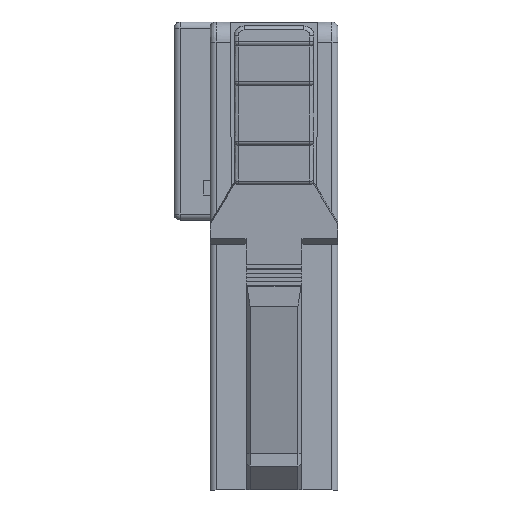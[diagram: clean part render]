
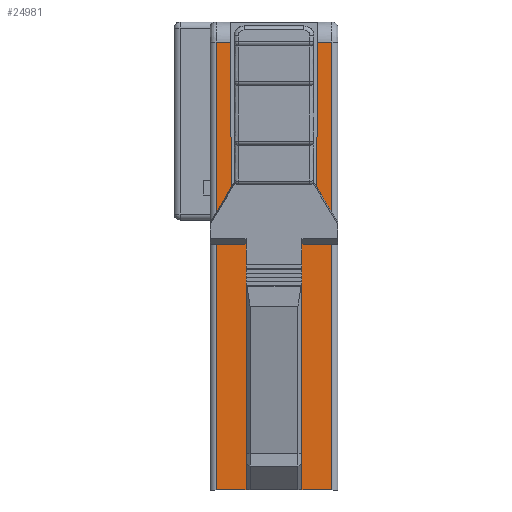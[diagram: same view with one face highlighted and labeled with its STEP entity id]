
A CAD part, left-side view. The second image highlights one B-rep face of the part: STEP entity #24981.
In plain terms, the highlighted planar face has unit normal (-1, 0, 0).
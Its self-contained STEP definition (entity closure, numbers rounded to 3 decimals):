
#10422=CARTESIAN_POINT('',(-4.75,-2.9,21.6));
#10423=VERTEX_POINT('',#10422);
#10431=CARTESIAN_POINT('',(-4.75,-1.4,21.6));
#10432=VERTEX_POINT('',#10431);
#10433=CARTESIAN_POINT('',(-4.75,-2.9,21.6));
#10434=DIRECTION('',(0.,1.,0.));
#10435=VECTOR('',#10434,1.5);
#10436=LINE('',#10433,#10435);
#10437=EDGE_CURVE('',#10423,#10432,#10436,.T.);
#10471=CARTESIAN_POINT('',(-4.75,1.4,21.6));
#10472=VERTEX_POINT('',#10471);
#10479=CARTESIAN_POINT('',(-4.75,2.9,21.6));
#10480=VERTEX_POINT('',#10479);
#10481=CARTESIAN_POINT('',(-4.75,1.4,21.6));
#10482=DIRECTION('',(0.,1.,0.));
#10483=VECTOR('',#10482,1.5);
#10484=LINE('',#10481,#10483);
#10485=EDGE_CURVE('',#10472,#10480,#10484,.T.);
#10502=CARTESIAN_POINT('',(-4.75,2.9,44.));
#10503=VERTEX_POINT('',#10502);
#10504=CARTESIAN_POINT('',(-4.75,2.9,21.6));
#10505=DIRECTION('',(0.,0.,1.));
#10506=VECTOR('',#10505,22.4);
#10507=LINE('',#10504,#10506);
#10508=EDGE_CURVE('',#10480,#10503,#10507,.T.);
#10558=CARTESIAN_POINT('',(-4.75,2.191,44.));
#10559=VERTEX_POINT('',#10558);
#10560=CARTESIAN_POINT('',(-4.75,2.9,44.));
#10561=DIRECTION('',(0.,-1.,0.));
#10562=VECTOR('',#10561,0.709);
#10563=LINE('',#10560,#10562);
#10564=EDGE_CURVE('',#10503,#10559,#10563,.T.);
#10584=CARTESIAN_POINT('',(-4.75,2.113,35.));
#10585=VERTEX_POINT('',#10584);
#10586=CARTESIAN_POINT('',(-4.75,2.191,44.));
#10587=DIRECTION('',(0.,-0.009,-1.));
#10588=VECTOR('',#10587,9.);
#10589=LINE('',#10586,#10588);
#10590=EDGE_CURVE('',#10559,#10585,#10589,.T.);
#10640=CARTESIAN_POINT('',(-4.75,-2.113,35.));
#10641=VERTEX_POINT('',#10640);
#10648=CARTESIAN_POINT('',(-4.75,-2.191,44.));
#10649=VERTEX_POINT('',#10648);
#10650=CARTESIAN_POINT('',(-4.75,-2.113,35.));
#10651=DIRECTION('',(0.,-0.009,1.));
#10652=VECTOR('',#10651,9.);
#10653=LINE('',#10650,#10652);
#10654=EDGE_CURVE('',#10641,#10649,#10653,.T.);
#10674=CARTESIAN_POINT('',(-4.75,-2.9,44.));
#10675=VERTEX_POINT('',#10674);
#10676=CARTESIAN_POINT('',(-4.75,-2.191,44.));
#10677=DIRECTION('',(0.,-1.,0.));
#10678=VECTOR('',#10677,0.709);
#10679=LINE('',#10676,#10678);
#10680=EDGE_CURVE('',#10649,#10675,#10679,.T.);
#10736=CARTESIAN_POINT('',(-4.75,-2.9,44.));
#10737=DIRECTION('',(0.,0.,-1.));
#10738=VECTOR('',#10737,22.4);
#10739=LINE('',#10736,#10738);
#10740=EDGE_CURVE('',#10675,#10423,#10739,.T.);
#10752=CARTESIAN_POINT('',(-4.75,-2.113,35.));
#10753=DIRECTION('',(0.,1.,0.));
#10754=VECTOR('',#10753,4.225);
#10755=LINE('',#10752,#10754);
#10756=EDGE_CURVE('',#10641,#10585,#10755,.T.);
#24943=CARTESIAN_POINT('',(-4.75,-3.2,33.5));
#24944=DIRECTION('',(0.,1.,0.));
#24945=DIRECTION('',(-1.,0.,0.));
#24946=AXIS2_PLACEMENT_3D('',#24943,#24945,#24944);
#24947=PLANE('',#24946);
#24948=ORIENTED_EDGE('',*,*,#10508,.F.);
#24949=ORIENTED_EDGE('',*,*,#10485,.F.);
#24950=CARTESIAN_POINT('',(-4.75,1.4,23.5));
#24951=VERTEX_POINT('',#24950);
#24952=CARTESIAN_POINT('',(-4.75,1.4,21.6));
#24953=DIRECTION('',(0.,0.,1.));
#24954=VECTOR('',#24953,1.9);
#24955=LINE('',#24952,#24954);
#24956=EDGE_CURVE('',#10472,#24951,#24955,.T.);
#24957=ORIENTED_EDGE('',*,*,#24956,.T.);
#24958=CARTESIAN_POINT('',(-4.75,-1.4,23.5));
#24959=VERTEX_POINT('',#24958);
#24960=CARTESIAN_POINT('',(-4.75,1.4,23.5));
#24961=DIRECTION('',(0.,-1.,0.));
#24962=VECTOR('',#24961,2.8);
#24963=LINE('',#24960,#24962);
#24964=EDGE_CURVE('',#24951,#24959,#24963,.T.);
#24965=ORIENTED_EDGE('',*,*,#24964,.T.);
#24966=CARTESIAN_POINT('',(-4.75,-1.4,21.6));
#24967=DIRECTION('',(0.,0.,1.));
#24968=VECTOR('',#24967,1.9);
#24969=LINE('',#24966,#24968);
#24970=EDGE_CURVE('',#10432,#24959,#24969,.T.);
#24971=ORIENTED_EDGE('',*,*,#24970,.F.);
#24972=ORIENTED_EDGE('',*,*,#10437,.F.);
#24973=ORIENTED_EDGE('',*,*,#10740,.F.);
#24974=ORIENTED_EDGE('',*,*,#10680,.F.);
#24975=ORIENTED_EDGE('',*,*,#10654,.F.);
#24976=ORIENTED_EDGE('',*,*,#10756,.T.);
#24977=ORIENTED_EDGE('',*,*,#10590,.F.);
#24978=ORIENTED_EDGE('',*,*,#10564,.F.);
#24979=EDGE_LOOP('',(#24948,#24949,#24957,#24965,#24971,#24972,#24973,#24974,#24975,#24976,#24977,#24978));
#24980=FACE_OUTER_BOUND('',#24979,.T.);
#24981=ADVANCED_FACE('',(#24980),#24947,.T.);
